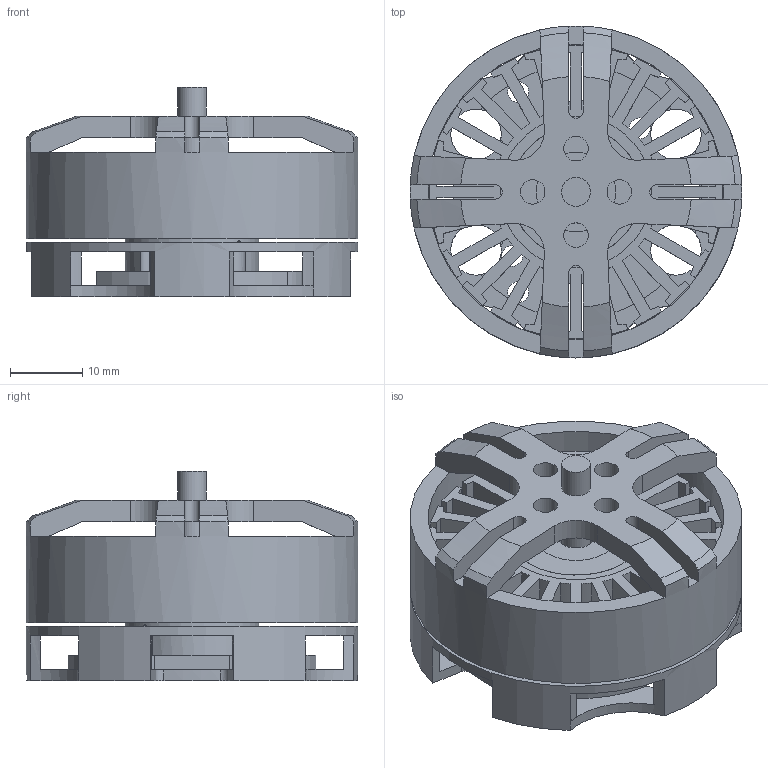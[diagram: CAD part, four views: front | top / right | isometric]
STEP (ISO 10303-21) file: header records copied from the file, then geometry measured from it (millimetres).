
FILE_DESCRIPTION(('FreeCAD Model'),'2;1');
FILE_NAME('Open CASCADE Shape Model','2025-09-04T22:17:53',(''),(''), 'Open CASCADE STEP processor 7.8','FreeCAD','Unknown');
FILE_SCHEMA(('AUTOMOTIVE_DESIGN { 1 0 10303 214 1 1 1 1 }'));
Length unit declared in the file: millimetre
Products named in the file (6): BE4108; base; stator; rotor; bearing; MR115-2RS1
Assembly tree (6 placements, depth 3):
  BE4108
    base
    stator
    rotor
    bearing
      MR115-2RS1  x2
Bounding box: 46 x 46 x 29 mm (x, y, z)
Volume: 16858.7 mm3; surface area: 19773.9 mm2
Topology: 5 solids, 5 shells, 339 faces, 1156 edges, 796 vertices
Faces by surface type: plane 222, cylinder 87, cone 30
Full cylindrical faces by diameter (mm): 2.5 x1, 2.9 x9, 3.4 x4, 4 x2, 5 x2, 7 x6, 11 x3, 18 x2, 18.5 x1, 21 x2, 41 x1, 43.6 x1, 46 x2
Entity records: 13134 total; most frequent: CARTESIAN_POINT 2459, ORIENTED_EDGE 2294, DIRECTION 2248, EDGE_CURVE 1147, VERTEX_POINT 792, AXIS2_PLACEMENT_3D 770, LINE 708, VECTOR 708
